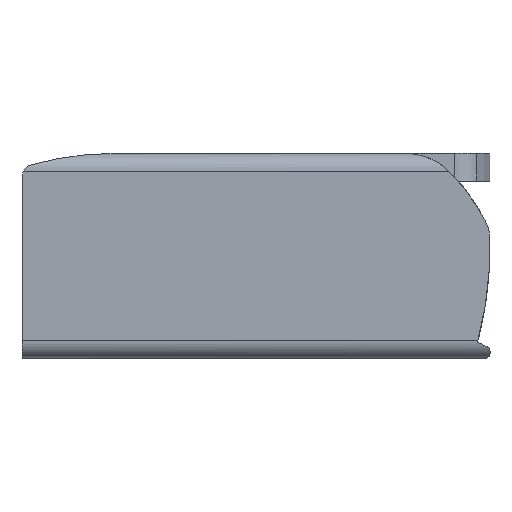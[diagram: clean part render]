
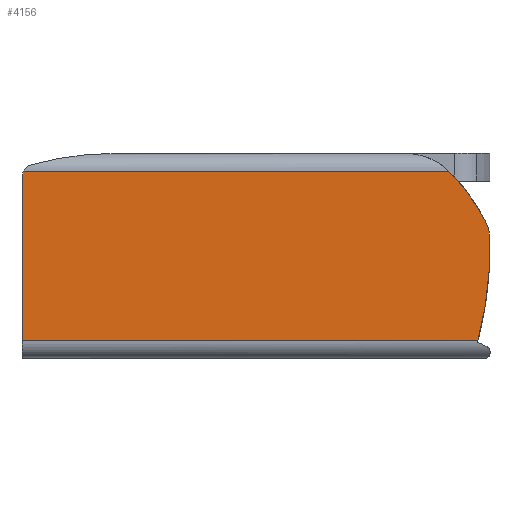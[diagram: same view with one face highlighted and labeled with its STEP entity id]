
A CAD part, left-side view. The second image highlights one B-rep face of the part: STEP entity #4156.
In plain terms, the highlighted planar face has unit normal (-1, 0, 0).
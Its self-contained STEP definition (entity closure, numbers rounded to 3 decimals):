
#90=PLANE('',#4396);
#231=FACE_OUTER_BOUND('',#450,.T.);
#450=EDGE_LOOP('',(#2839,#2840,#2841,#2842,#2843,#2844,#2845,#2846));
#710=CIRCLE('',#4391,0.5);
#712=CIRCLE('',#4397,13.9);
#713=CIRCLE('',#4398,1.);
#714=CIRCLE('',#4399,8.);
#715=CIRCLE('',#4400,2.5);
#881=LINE('',#6071,#1308);
#904=LINE('',#6146,#1331);
#905=LINE('',#6148,#1332);
#1308=VECTOR('',#4809,1000.);
#1331=VECTOR('',#4846,1000.);
#1332=VECTOR('',#4847,1000.);
#1740=VERTEX_POINT('',#6068);
#1741=VERTEX_POINT('',#6070);
#1742=VERTEX_POINT('',#6074);
#1766=VERTEX_POINT('',#6145);
#1767=VERTEX_POINT('',#6147);
#1768=VERTEX_POINT('',#6149);
#1769=VERTEX_POINT('',#6151);
#1770=VERTEX_POINT('',#6153);
#2166=EDGE_CURVE('',#1741,#1740,#881,.T.);
#2168=EDGE_CURVE('',#1742,#1741,#710,.T.);
#2193=EDGE_CURVE('',#1742,#1766,#904,.F.);
#2194=EDGE_CURVE('',#1740,#1767,#905,.F.);
#2195=EDGE_CURVE('',#1767,#1768,#712,.T.);
#2196=EDGE_CURVE('',#1768,#1769,#713,.T.);
#2197=EDGE_CURVE('',#1769,#1770,#714,.T.);
#2198=EDGE_CURVE('',#1770,#1766,#715,.T.);
#2839=ORIENTED_EDGE('',*,*,#2193,.F.);
#2840=ORIENTED_EDGE('',*,*,#2168,.T.);
#2841=ORIENTED_EDGE('',*,*,#2166,.T.);
#2842=ORIENTED_EDGE('',*,*,#2194,.T.);
#2843=ORIENTED_EDGE('',*,*,#2195,.T.);
#2844=ORIENTED_EDGE('',*,*,#2196,.T.);
#2845=ORIENTED_EDGE('',*,*,#2197,.T.);
#2846=ORIENTED_EDGE('',*,*,#2198,.T.);
#4156=ADVANCED_FACE('',(#231),#90,.T.);
#4391=AXIS2_PLACEMENT_3D('',#6075,#4813,#4814);
#4396=AXIS2_PLACEMENT_3D('',#6144,#4844,#4845);
#4397=AXIS2_PLACEMENT_3D('',#6150,#4848,#4849);
#4398=AXIS2_PLACEMENT_3D('',#6152,#4850,#4851);
#4399=AXIS2_PLACEMENT_3D('',#6154,#4852,#4853);
#4400=AXIS2_PLACEMENT_3D('',#6155,#4854,#4855);
#4809=DIRECTION('',(0.,0.,-1.));
#4813=DIRECTION('center_axis',(-1.,0.,0.));
#4814=DIRECTION('ref_axis',(0.,-1.,0.));
#4844=DIRECTION('center_axis',(-1.,0.,0.));
#4845=DIRECTION('ref_axis',(0.,-1.,0.));
#4846=DIRECTION('',(0.,1.,0.));
#4847=DIRECTION('',(0.,1.,0.));
#4848=DIRECTION('center_axis',(-1.,0.,0.));
#4849=DIRECTION('ref_axis',(0.,-1.,0.));
#4850=DIRECTION('center_axis',(-1.,0.,0.));
#4851=DIRECTION('ref_axis',(0.,-1.,0.));
#4852=DIRECTION('center_axis',(-1.,0.,0.));
#4853=DIRECTION('ref_axis',(0.,-1.,0.));
#4854=DIRECTION('center_axis',(-1.,0.,0.));
#4855=DIRECTION('ref_axis',(0.,-1.,0.));
#6068=CARTESIAN_POINT('',(-14.9,9.2,0.7));
#6070=CARTESIAN_POINT('',(-14.9,9.2,7.219));
#6071=CARTESIAN_POINT('',(-14.9,9.2,7.219));
#6074=CARTESIAN_POINT('',(-14.9,9.143,7.45));
#6075=CARTESIAN_POINT('Origin',(-14.9,8.7,7.219));
#6144=CARTESIAN_POINT('Origin',(-14.9,8.7,7.219));
#6145=CARTESIAN_POINT('',(-14.9,-7.765,7.45));
#6146=CARTESIAN_POINT('',(-14.9,-9.4,7.45));
#6147=CARTESIAN_POINT('',(-14.9,-8.916,0.7));
#6148=CARTESIAN_POINT('',(-14.9,-9.4,0.7));
#6149=CARTESIAN_POINT('',(-14.9,-9.375,4.947));
#6150=CARTESIAN_POINT('Origin',(-14.9,4.51,4.3));
#6151=CARTESIAN_POINT('',(-14.9,-9.273,5.343));
#6152=CARTESIAN_POINT('Origin',(-14.9,-8.376,4.9));
#6153=CARTESIAN_POINT('',(-14.9,-7.889,7.321));
#6154=CARTESIAN_POINT('Origin',(-14.9,-2.1,1.8));
#6155=CARTESIAN_POINT('Origin',(-14.9,-6.03,5.65));
